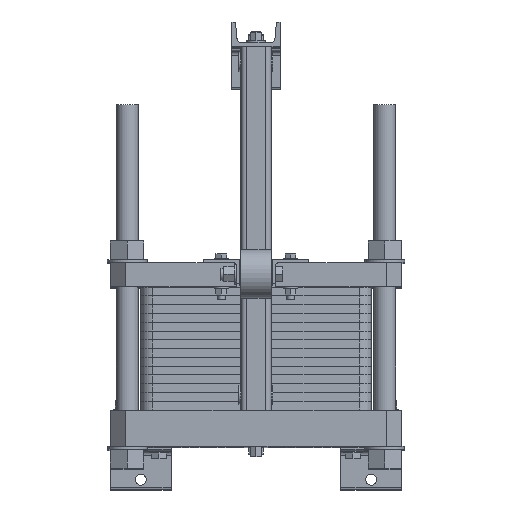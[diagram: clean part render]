
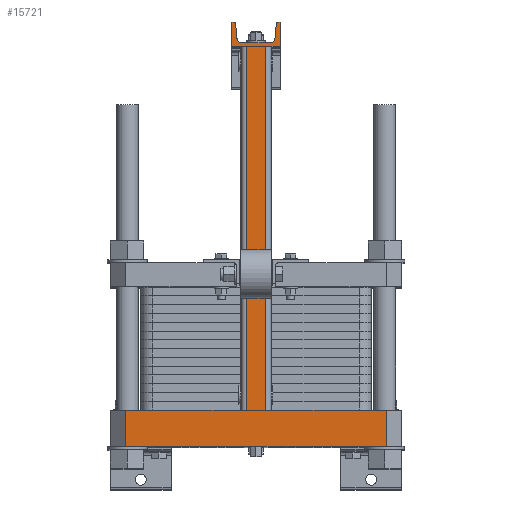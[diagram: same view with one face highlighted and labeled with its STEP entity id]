
A CAD part, top view. The second image highlights one B-rep face of the part: STEP entity #15721.
In plain terms, the highlighted planar face has unit normal (0, 0, 1).
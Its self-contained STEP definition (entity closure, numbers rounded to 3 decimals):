
#2066=FACE_OUTER_BOUND('',#2909,.T.);
#2909=EDGE_LOOP('',(#11736,#11737,#11738,#11739,#11740,#11741,#11742,#11743,
#11744,#11745,#11746,#11747,#11748,#11749,#11750,#11751,#11752,#11753,#11754,
#11755));
#3923=LINE('',#23127,#5625);
#3927=LINE('',#23134,#5629);
#3934=LINE('',#23158,#5636);
#3938=LINE('',#23170,#5640);
#3942=LINE('',#23182,#5644);
#3946=LINE('',#23202,#5648);
#3950=LINE('',#23214,#5652);
#3975=LINE('',#23280,#5677);
#3988=LINE('',#23312,#5690);
#4068=LINE('',#23629,#5770);
#4069=LINE('',#23649,#5771);
#4070=LINE('',#23651,#5772);
#4071=LINE('',#23653,#5773);
#4072=LINE('',#23655,#5774);
#4073=LINE('',#23657,#5775);
#4074=LINE('',#23658,#5776);
#5625=VECTOR('',#18160,10.);
#5629=VECTOR('',#18164,10.);
#5636=VECTOR('',#18181,10.);
#5640=VECTOR('',#18193,10.);
#5644=VECTOR('',#18205,10.);
#5648=VECTOR('',#18225,10.);
#5652=VECTOR('',#18237,10.);
#5677=VECTOR('',#18298,10.);
#5690=VECTOR('',#18335,10.);
#5770=VECTOR('',#18591,10.);
#5771=VECTOR('',#18596,1.);
#5772=VECTOR('',#18597,10.);
#5773=VECTOR('',#18598,10.);
#5774=VECTOR('',#18599,10.);
#5775=VECTOR('',#18600,10.);
#5776=VECTOR('',#18601,10.);
#7329=CIRCLE('',#16485,4.);
#7331=CIRCLE('',#16489,8.);
#7337=CIRCLE('',#16497,8.);
#7339=CIRCLE('',#16501,4.);
#8150=VERTEX_POINT('',#23111);
#8157=VERTEX_POINT('',#23124);
#8158=VERTEX_POINT('',#23126);
#8161=VERTEX_POINT('',#23132);
#8172=VERTEX_POINT('',#23155);
#8173=VERTEX_POINT('',#23157);
#8175=VERTEX_POINT('',#23163);
#8177=VERTEX_POINT('',#23169);
#8179=VERTEX_POINT('',#23175);
#8181=VERTEX_POINT('',#23181);
#8187=VERTEX_POINT('',#23195);
#8189=VERTEX_POINT('',#23201);
#8191=VERTEX_POINT('',#23207);
#8193=VERTEX_POINT('',#23213);
#8308=VERTEX_POINT('',#23628);
#8309=VERTEX_POINT('',#23648);
#8310=VERTEX_POINT('',#23650);
#8311=VERTEX_POINT('',#23652);
#8312=VERTEX_POINT('',#23654);
#8313=VERTEX_POINT('',#23656);
#9470=EDGE_CURVE('',#8158,#8157,#3923,.T.);
#9474=EDGE_CURVE('',#8150,#8161,#3927,.T.);
#9485=EDGE_CURVE('',#8173,#8172,#3934,.T.);
#9488=EDGE_CURVE('',#8175,#8173,#7329,.T.);
#9491=EDGE_CURVE('',#8177,#8175,#3938,.T.);
#9494=EDGE_CURVE('',#8179,#8177,#7331,.T.);
#9497=EDGE_CURVE('',#8181,#8179,#3942,.T.);
#9504=EDGE_CURVE('',#8187,#8181,#7337,.T.);
#9507=EDGE_CURVE('',#8189,#8187,#3946,.T.);
#9510=EDGE_CURVE('',#8191,#8189,#7339,.T.);
#9513=EDGE_CURVE('',#8193,#8191,#3950,.T.);
#9545=EDGE_CURVE('',#8172,#8158,#3975,.T.);
#9561=EDGE_CURVE('',#8161,#8193,#3988,.T.);
#9673=EDGE_CURVE('',#8308,#8150,#4068,.T.);
#9676=EDGE_CURVE('',#8157,#8309,#4069,.T.);
#9677=EDGE_CURVE('',#8309,#8310,#4070,.T.);
#9678=EDGE_CURVE('',#8310,#8311,#4071,.T.);
#9679=EDGE_CURVE('',#8312,#8311,#4072,.T.);
#9680=EDGE_CURVE('',#8313,#8312,#4073,.T.);
#9681=EDGE_CURVE('',#8313,#8308,#4074,.T.);
#11736=ORIENTED_EDGE('',*,*,#9676,.T.);
#11737=ORIENTED_EDGE('',*,*,#9677,.T.);
#11738=ORIENTED_EDGE('',*,*,#9678,.T.);
#11739=ORIENTED_EDGE('',*,*,#9679,.F.);
#11740=ORIENTED_EDGE('',*,*,#9680,.F.);
#11741=ORIENTED_EDGE('',*,*,#9681,.T.);
#11742=ORIENTED_EDGE('',*,*,#9673,.T.);
#11743=ORIENTED_EDGE('',*,*,#9474,.T.);
#11744=ORIENTED_EDGE('',*,*,#9561,.T.);
#11745=ORIENTED_EDGE('',*,*,#9513,.T.);
#11746=ORIENTED_EDGE('',*,*,#9510,.T.);
#11747=ORIENTED_EDGE('',*,*,#9507,.T.);
#11748=ORIENTED_EDGE('',*,*,#9504,.T.);
#11749=ORIENTED_EDGE('',*,*,#9497,.T.);
#11750=ORIENTED_EDGE('',*,*,#9494,.T.);
#11751=ORIENTED_EDGE('',*,*,#9491,.T.);
#11752=ORIENTED_EDGE('',*,*,#9488,.T.);
#11753=ORIENTED_EDGE('',*,*,#9485,.T.);
#11754=ORIENTED_EDGE('',*,*,#9545,.T.);
#11755=ORIENTED_EDGE('',*,*,#9470,.T.);
#15117=PLANE('',#16622);
#15721=ADVANCED_FACE('',(#2066),#15117,.T.);
#16485=AXIS2_PLACEMENT_3D('',#23164,#18187,#18188);
#16489=AXIS2_PLACEMENT_3D('',#23176,#18199,#18200);
#16497=AXIS2_PLACEMENT_3D('',#23196,#18219,#18220);
#16501=AXIS2_PLACEMENT_3D('',#23208,#18231,#18232);
#16622=AXIS2_PLACEMENT_3D('',#23647,#18594,#18595);
#18160=DIRECTION('',(1.,0.,0.));
#18164=DIRECTION('',(1.,0.,0.));
#18181=DIRECTION('',(-1.,0.,0.));
#18187=DIRECTION('center_axis',(0.,0.,1.));
#18188=DIRECTION('ref_axis',(0.996,0.091,0.));
#18193=DIRECTION('',(-0.091,0.996,0.));
#18199=DIRECTION('center_axis',(0.,0.,-1.));
#18200=DIRECTION('ref_axis',(0.996,0.091,0.));
#18205=DIRECTION('',(-1.,0.,0.));
#18219=DIRECTION('center_axis',(0.,0.,-1.));
#18220=DIRECTION('ref_axis',(0.,1.,0.));
#18225=DIRECTION('',(-0.091,-0.996,0.));
#18231=DIRECTION('center_axis',(0.,0.,1.));
#18232=DIRECTION('ref_axis',(0.,1.,0.));
#18237=DIRECTION('',(-1.,0.,0.));
#18298=DIRECTION('',(0.,-1.,0.));
#18335=DIRECTION('',(0.,1.,0.));
#18591=DIRECTION('',(0.,1.,0.));
#18594=DIRECTION('center_axis',(0.,0.,
1.));
#18595=DIRECTION('ref_axis',(-1.,0.,0.));
#18596=DIRECTION('',(0.,-1.,0.));
#18597=DIRECTION('',(-1.,0.,0.));
#18598=DIRECTION('',(0.,-1.,0.));
#18599=DIRECTION('',(-1.,0.,0.));
#18600=DIRECTION('',(0.,-1.,0.));
#18601=DIRECTION('',(-1.,0.,0.));
#23111=CARTESIAN_POINT('',(16.2,600.,1111.));
#23124=CARTESIAN_POINT('',(-16.2,600.,1111.));
#23126=CARTESIAN_POINT('',(-40.,600.,1111.));
#23127=CARTESIAN_POINT('',(-40.,600.,1111.));
#23132=CARTESIAN_POINT('',(40.,600.,1111.));
#23134=CARTESIAN_POINT('',(-40.,600.,1111.));
#23155=CARTESIAN_POINT('',(-40.,640.,1111.));
#23157=CARTESIAN_POINT('',(-37.45,640.,1111.));
#23158=CARTESIAN_POINT('',(-37.45,640.,1111.));
#23163=CARTESIAN_POINT('',(-33.466,636.366,1111.));
#23164=CARTESIAN_POINT('Origin',(-37.45,636.,1111.));
#23169=CARTESIAN_POINT('',(-31.347,613.269,1111.));
#23170=CARTESIAN_POINT('',(-31.347,613.269,1111.));
#23175=CARTESIAN_POINT('',(-23.381,606.,1111.));
#23176=CARTESIAN_POINT('Origin',(-23.381,614.,1111.));
#23181=CARTESIAN_POINT('',(23.381,606.,1111.));
#23182=CARTESIAN_POINT('',(23.381,606.,1111.));
#23195=CARTESIAN_POINT('',(31.347,613.269,1111.));
#23196=CARTESIAN_POINT('Origin',(23.381,614.,1111.));
#23201=CARTESIAN_POINT('',(33.466,636.366,1111.));
#23202=CARTESIAN_POINT('',(33.466,636.366,1111.));
#23207=CARTESIAN_POINT('',(37.45,640.,1111.));
#23208=CARTESIAN_POINT('Origin',(37.45,636.,1111.));
#23213=CARTESIAN_POINT('',(40.,640.,1111.));
#23214=CARTESIAN_POINT('',(40.,640.,1111.));
#23280=CARTESIAN_POINT('',(-40.,640.,1111.));
#23312=CARTESIAN_POINT('',(40.,600.,1111.));
#23628=CARTESIAN_POINT('',(16.2,0.,1111.));
#23629=CARTESIAN_POINT('',(16.2,0.,1111.));
#23647=CARTESIAN_POINT('Origin',(215.,0.,
1111.));
#23648=CARTESIAN_POINT('',(-16.2,0.,1111.));
#23649=CARTESIAN_POINT('',(-16.2,766.,1111.));
#23650=CARTESIAN_POINT('',(-215.,0.,1111.));
#23651=CARTESIAN_POINT('',(215.,0.,1111.));
#23652=CARTESIAN_POINT('',(-215.,-60.,1111.));
#23653=CARTESIAN_POINT('',(-215.,0.,1111.));
#23654=CARTESIAN_POINT('',(215.,-60.,1111.));
#23655=CARTESIAN_POINT('',(215.,-60.,1111.));
#23656=CARTESIAN_POINT('',(215.,0.,1111.));
#23657=CARTESIAN_POINT('',(215.,0.,1111.));
#23658=CARTESIAN_POINT('',(215.,0.,1111.));
